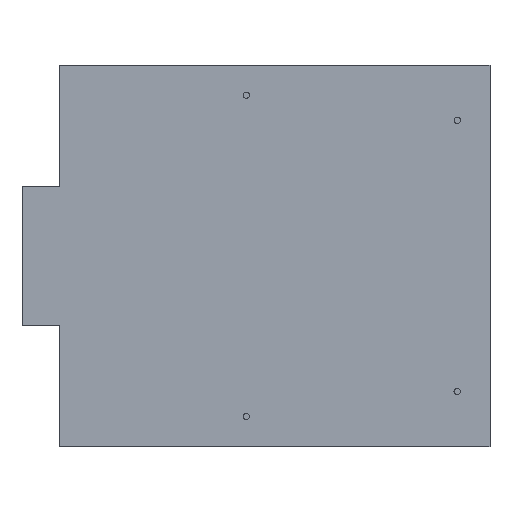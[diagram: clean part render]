
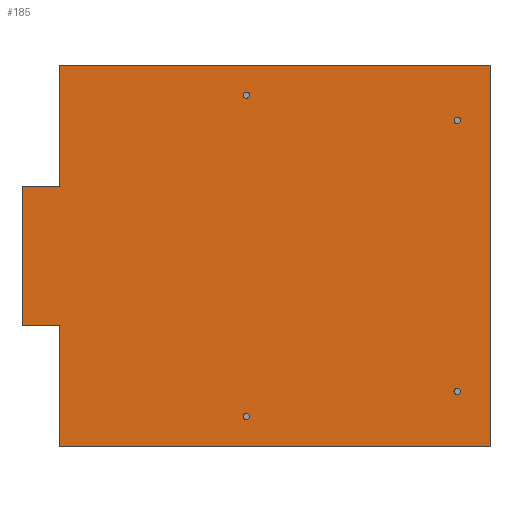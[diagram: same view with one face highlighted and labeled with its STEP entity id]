
A CAD part, front view. The second image highlights one B-rep face of the part: STEP entity #185.
In plain terms, the highlighted planar face has unit normal (0, -1, 0).
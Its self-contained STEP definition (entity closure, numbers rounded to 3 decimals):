
#7 = CARTESIAN_POINT ( 'NONE',  ( 291.701, 0., 149.842 ) ) ;
#9 = DIRECTION ( 'NONE',  ( 0., 0., 1. ) ) ;
#14 = CARTESIAN_POINT ( 'NONE',  ( 196.991, 0., 165.016 ) ) ;
#17 = EDGE_CURVE ( 'NONE', #408, #308, #237, .T. ) ;
#19 = ORIENTED_EDGE ( 'NONE', *, *, #368, .F. ) ;
#22 = LINE ( 'NONE', #501, #76 ) ;
#31 = FACE_BOUND ( 'NONE', #171, .T. ) ;
#36 = FACE_BOUND ( 'NONE', #534, .T. ) ;
#40 = CARTESIAN_POINT ( 'NONE',  ( 398.381, 0., 137.085 ) ) ;
#50 = VERTEX_POINT ( 'NONE', #336 ) ;
#57 = CARTESIAN_POINT ( 'NONE',  ( 178.195, 0., 33.19 ) ) ;
#60 = EDGE_CURVE ( 'NONE', #151, #408, #586, .T. ) ;
#62 = CARTESIAN_POINT ( 'NONE',  ( 398.307, 0., -0.075 ) ) ;
#71 = LINE ( 'NONE', #268, #82 ) ;
#76 = VECTOR ( 'NONE', #568, 1000. ) ;
#80 = FACE_BOUND ( 'NONE', #230, .T. ) ;
#82 = VECTOR ( 'NONE', #419, 1000. ) ;
#84 = EDGE_CURVE ( 'NONE', #165, #507, #611, .T. ) ;
#87 = AXIS2_PLACEMENT_3D ( 'NONE', #616, #177, #612 ) ;
#89 = CARTESIAN_POINT ( 'NONE',  ( 196.991, 0., 33.19 ) ) ;
#91 = DIRECTION ( 'NONE',  ( 0., 0., 1. ) ) ;
#92 = VERTEX_POINT ( 'NONE', #435 ) ;
#98 = DIRECTION ( 'NONE',  ( 0., -1., 0. ) ) ;
#99 = CIRCLE ( 'NONE', #473, 1.6 ) ;
#105 = CARTESIAN_POINT ( 'NONE',  ( 398.307, 0., -1.675 ) ) ;
#109 = VERTEX_POINT ( 'NONE', #89 ) ;
#115 = VECTOR ( 'NONE', #242, 1000. ) ;
#118 = EDGE_CURVE ( 'NONE', #92, #109, #487, .T. ) ;
#119 = AXIS2_PLACEMENT_3D ( 'NONE', #7, #204, #364 ) ;
#123 = ORIENTED_EDGE ( 'NONE', *, *, #486, .F. ) ;
#127 = ORIENTED_EDGE ( 'NONE', *, *, #84, .F. ) ;
#128 = DIRECTION ( 'NONE',  ( 0., 0., 1. ) ) ;
#132 = VERTEX_POINT ( 'NONE', #636 ) ;
#135 = ORIENTED_EDGE ( 'NONE', *, *, #432, .F. ) ;
#145 = DIRECTION ( 'NONE',  ( 0., 0., 1. ) ) ;
#149 = VERTEX_POINT ( 'NONE', #187 ) ;
#151 = VERTEX_POINT ( 'NONE', #479 ) ;
#155 = ORIENTED_EDGE ( 'NONE', *, *, #275, .F. ) ;
#165 = VERTEX_POINT ( 'NONE', #528 ) ;
#166 = VECTOR ( 'NONE', #599, 1000. ) ;
#169 = CARTESIAN_POINT ( 'NONE',  ( 291.701, 0., 151.442 ) ) ;
#171 = EDGE_LOOP ( 'NONE', ( #135, #519 ) ) ;
#177 = DIRECTION ( 'NONE',  ( 0., -1., 0. ) ) ;
#179 = CARTESIAN_POINT ( 'NONE',  ( 178.195, 0., 33.19 ) ) ;
#185 = ADVANCED_FACE ( 'NONE', ( #31, #36, #80, #629, #621 ), #482, .F. ) ;
#187 = CARTESIAN_POINT ( 'NONE',  ( 398.381, 0., 135.485 ) ) ;
#194 = CIRCLE ( 'NONE', #549, 1.6 ) ;
#197 = CARTESIAN_POINT ( 'NONE',  ( 178.195, 0., 103.548 ) ) ;
#200 = VECTOR ( 'NONE', #390, 1000. ) ;
#202 = CARTESIAN_POINT ( 'NONE',  ( 398.307, 0., -0.075 ) ) ;
#204 = DIRECTION ( 'NONE',  ( 0., -1., 0. ) ) ;
#206 = DIRECTION ( 'NONE',  ( 0., -1., 0. ) ) ;
#227 = EDGE_CURVE ( 'NONE', #149, #555, #235, .T. ) ;
#228 = CIRCLE ( 'NONE', #87, 1.6 ) ;
#230 = EDGE_LOOP ( 'NONE', ( #281, #627 ) ) ;
#235 = CIRCLE ( 'NONE', #564, 1.6 ) ;
#237 = LINE ( 'NONE', #577, #529 ) ;
#242 = DIRECTION ( 'NONE',  ( 0., 0., 1. ) ) ;
#247 = DIRECTION ( 'NONE',  ( 0., -1., 0. ) ) ;
#251 = CARTESIAN_POINT ( 'NONE',  ( 178.195, 0., 33.19 ) ) ;
#255 = EDGE_CURVE ( 'NONE', #50, #92, #71, .T. ) ;
#263 = CARTESIAN_POINT ( 'NONE',  ( 398.381, 0., 138.685 ) ) ;
#264 = VERTEX_POINT ( 'NONE', #571 ) ;
#268 = CARTESIAN_POINT ( 'NONE',  ( 196.991, 0., -28.024 ) ) ;
#275 = EDGE_CURVE ( 'NONE', #109, #471, #449, .T. ) ;
#281 = ORIENTED_EDGE ( 'NONE', *, *, #347, .F. ) ;
#287 = ORIENTED_EDGE ( 'NONE', *, *, #503, .F. ) ;
#301 = VECTOR ( 'NONE', #9, 1000. ) ;
#305 = LINE ( 'NONE', #57, #301 ) ;
#308 = VERTEX_POINT ( 'NONE', #596 ) ;
#313 = DIRECTION ( 'NONE',  ( 0., 0., 1. ) ) ;
#318 = CARTESIAN_POINT ( 'NONE',  ( 196.991, 0., 103.548 ) ) ;
#325 = ORIENTED_EDGE ( 'NONE', *, *, #255, .F. ) ;
#328 = VERTEX_POINT ( 'NONE', #105 ) ;
#336 = CARTESIAN_POINT ( 'NONE',  ( 414.923, 0., -28.024 ) ) ;
#340 = DIRECTION ( 'NONE',  ( 0., 0., 1. ) ) ;
#341 = VECTOR ( 'NONE', #594, 1000. ) ;
#345 = ORIENTED_EDGE ( 'NONE', *, *, #60, .F. ) ;
#346 = EDGE_CURVE ( 'NONE', #471, #151, #305, .T. ) ;
#347 = EDGE_CURVE ( 'NONE', #555, #149, #99, .T. ) ;
#349 = EDGE_CURVE ( 'NONE', #477, #132, #194, .T. ) ;
#354 = VERTEX_POINT ( 'NONE', #544 ) ;
#364 = DIRECTION ( 'NONE',  ( 0., 0., 1. ) ) ;
#366 = EDGE_CURVE ( 'NONE', #264, #328, #421, .T. ) ;
#368 = EDGE_CURVE ( 'NONE', #507, #165, #395, .T. ) ;
#382 = DIRECTION ( 'NONE',  ( 0., 0., 1. ) ) ;
#389 = AXIS2_PLACEMENT_3D ( 'NONE', #202, #98, #496 ) ;
#390 = DIRECTION ( 'NONE',  ( 1., 0., 0. ) ) ;
#395 = CIRCLE ( 'NONE', #119, 1.6 ) ;
#408 = VERTEX_POINT ( 'NONE', #318 ) ;
#409 = ORIENTED_EDGE ( 'NONE', *, *, #346, .F. ) ;
#413 = EDGE_LOOP ( 'NONE', ( #123, #595, #576, #345, #409, #155, #554, #325 ) ) ;
#414 = AXIS2_PLACEMENT_3D ( 'NONE', #533, #536, #91 ) ;
#419 = DIRECTION ( 'NONE',  ( -1., 0., 0. ) ) ;
#421 = CIRCLE ( 'NONE', #389, 1.6 ) ;
#423 = CARTESIAN_POINT ( 'NONE',  ( 0., 0., 0. ) ) ;
#432 = EDGE_CURVE ( 'NONE', #132, #477, #228, .T. ) ;
#435 = CARTESIAN_POINT ( 'NONE',  ( 196.991, 0., -28.024 ) ) ;
#439 = CARTESIAN_POINT ( 'NONE',  ( 196.991, 0., -28.024 ) ) ;
#441 = AXIS2_PLACEMENT_3D ( 'NONE', #62, #618, #313 ) ;
#446 = AXIS2_PLACEMENT_3D ( 'NONE', #423, #468, #382 ) ;
#449 = LINE ( 'NONE', #251, #341 ) ;
#468 = DIRECTION ( 'NONE',  ( 0., 1., 0. ) ) ;
#471 = VERTEX_POINT ( 'NONE', #179 ) ;
#473 = AXIS2_PLACEMENT_3D ( 'NONE', #546, #206, #145 ) ;
#477 = VERTEX_POINT ( 'NONE', #613 ) ;
#479 = CARTESIAN_POINT ( 'NONE',  ( 178.195, 0., 103.548 ) ) ;
#482 = PLANE ( 'NONE',  #446 ) ;
#486 = EDGE_CURVE ( 'NONE', #354, #50, #22, .T. ) ;
#487 = LINE ( 'NONE', #439, #115 ) ;
#496 = DIRECTION ( 'NONE',  ( 0., 0., 1. ) ) ;
#501 = CARTESIAN_POINT ( 'NONE',  ( 414.923, 0., -28.024 ) ) ;
#503 = EDGE_CURVE ( 'NONE', #328, #264, #535, .T. ) ;
#507 = VERTEX_POINT ( 'NONE', #169 ) ;
#513 = LINE ( 'NONE', #14, #166 ) ;
#519 = ORIENTED_EDGE ( 'NONE', *, *, #349, .F. ) ;
#523 = DIRECTION ( 'NONE',  ( 0., 0., 1. ) ) ;
#528 = CARTESIAN_POINT ( 'NONE',  ( 291.701, 0., 148.242 ) ) ;
#529 = VECTOR ( 'NONE', #523, 1000. ) ;
#533 = CARTESIAN_POINT ( 'NONE',  ( 291.701, 0., 149.842 ) ) ;
#534 = EDGE_LOOP ( 'NONE', ( #537, #287 ) ) ;
#535 = CIRCLE ( 'NONE', #441, 1.6 ) ;
#536 = DIRECTION ( 'NONE',  ( 0., -1., 0. ) ) ;
#537 = ORIENTED_EDGE ( 'NONE', *, *, #366, .F. ) ;
#539 = CARTESIAN_POINT ( 'NONE',  ( 291.613, 0., -12.718 ) ) ;
#544 = CARTESIAN_POINT ( 'NONE',  ( 414.923, 0., 165.016 ) ) ;
#546 = CARTESIAN_POINT ( 'NONE',  ( 398.381, 0., 137.085 ) ) ;
#549 = AXIS2_PLACEMENT_3D ( 'NONE', #539, #247, #340 ) ;
#554 = ORIENTED_EDGE ( 'NONE', *, *, #118, .F. ) ;
#555 = VERTEX_POINT ( 'NONE', #263 ) ;
#564 = AXIS2_PLACEMENT_3D ( 'NONE', #40, #617, #128 ) ;
#565 = EDGE_CURVE ( 'NONE', #308, #354, #513, .T. ) ;
#568 = DIRECTION ( 'NONE',  ( 0., 0., -1. ) ) ;
#571 = CARTESIAN_POINT ( 'NONE',  ( 398.307, 0., 1.525 ) ) ;
#576 = ORIENTED_EDGE ( 'NONE', *, *, #17, .F. ) ;
#577 = CARTESIAN_POINT ( 'NONE',  ( 196.991, 0., 165.016 ) ) ;
#586 = LINE ( 'NONE', #197, #200 ) ;
#594 = DIRECTION ( 'NONE',  ( -1., 0., 0. ) ) ;
#595 = ORIENTED_EDGE ( 'NONE', *, *, #565, .F. ) ;
#596 = CARTESIAN_POINT ( 'NONE',  ( 196.991, 0., 165.016 ) ) ;
#599 = DIRECTION ( 'NONE',  ( 1., 0., 0. ) ) ;
#607 = EDGE_LOOP ( 'NONE', ( #19, #127 ) ) ;
#611 = CIRCLE ( 'NONE', #414, 1.6 ) ;
#612 = DIRECTION ( 'NONE',  ( 0., 0., 1. ) ) ;
#613 = CARTESIAN_POINT ( 'NONE',  ( 291.613, 0., -14.318 ) ) ;
#616 = CARTESIAN_POINT ( 'NONE',  ( 291.613, 0., -12.718 ) ) ;
#617 = DIRECTION ( 'NONE',  ( 0., -1., 0. ) ) ;
#618 = DIRECTION ( 'NONE',  ( 0., -1., 0. ) ) ;
#621 = FACE_OUTER_BOUND ( 'NONE', #413, .T. ) ;
#627 = ORIENTED_EDGE ( 'NONE', *, *, #227, .F. ) ;
#629 = FACE_BOUND ( 'NONE', #607, .T. ) ;
#636 = CARTESIAN_POINT ( 'NONE',  ( 291.613, 0., -11.118 ) ) ;
